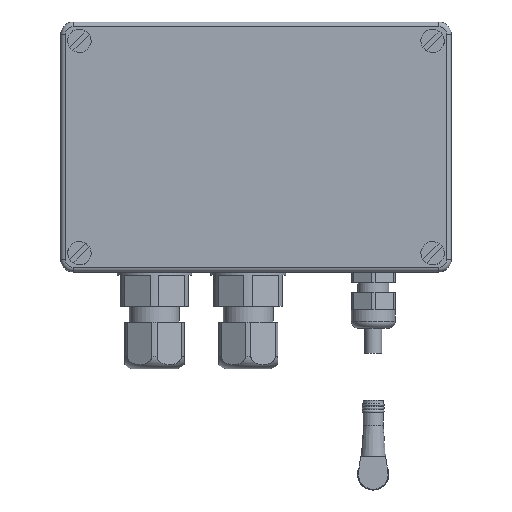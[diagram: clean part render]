
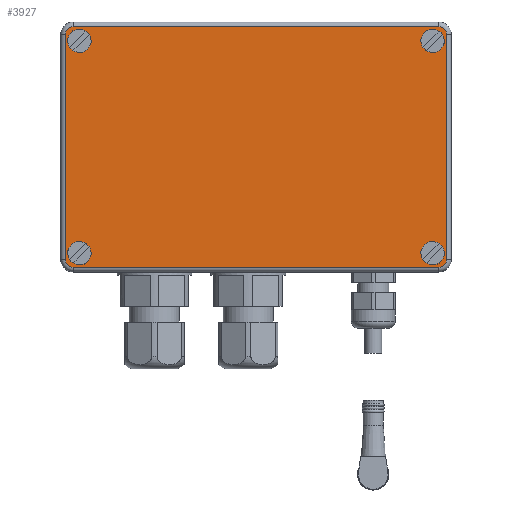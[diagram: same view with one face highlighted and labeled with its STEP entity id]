
A CAD part, front view. The second image highlights one B-rep face of the part: STEP entity #3927.
In plain terms, the highlighted planar face has unit normal (0, -1, 0).
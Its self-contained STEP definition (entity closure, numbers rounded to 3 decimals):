
#3506=CARTESIAN_POINT('',(-61.0,-15.0,-36.0));
#3507=VERTEX_POINT('',#3506);
#3515=CARTESIAN_POINT('',(-61.0,-15.0,36.0));
#3516=VERTEX_POINT('',#3515);
#3517=CARTESIAN_POINT('',(-61.0,-15.0,-36.0));
#3518=DIRECTION('',(0.0,0.0,1.0));
#3519=VECTOR('',#3518,72.0);
#3520=LINE('',#3517,#3519);
#3521=EDGE_CURVE('',#3507,#3516,#3520,.T.);
#3548=CARTESIAN_POINT('',(-58.5,-15.0,-38.5));
#3549=VERTEX_POINT('',#3548);
#3557=CARTESIAN_POINT('',(-58.5,-15.0,-36.0));
#3558=DIRECTION('',(0.0,1.,0.0));
#3559=DIRECTION('',(-0.707,0.0,-0.707));
#3560=AXIS2_PLACEMENT_3D('',#3557,#3558,#3559);
#3561=CIRCLE('',#3560,2.5);
#3562=EDGE_CURVE('',#3549,#3507,#3561,.T.);
#3580=CARTESIAN_POINT('',(-58.5,-15.0,38.5));
#3581=VERTEX_POINT('',#3580);
#3599=CARTESIAN_POINT('',(-58.5,-15.0,36.0));
#3600=DIRECTION('',(0.0,1.,0.0));
#3601=DIRECTION('',(-0.707,0.0,0.707));
#3602=AXIS2_PLACEMENT_3D('',#3599,#3600,#3601);
#3603=CIRCLE('',#3602,2.5);
#3604=EDGE_CURVE('',#3516,#3581,#3603,.T.);
#3616=CARTESIAN_POINT('',(58.5,-15.0,-38.5));
#3617=VERTEX_POINT('',#3616);
#3625=CARTESIAN_POINT('',(58.5,-15.0,-38.5));
#3626=DIRECTION('',(-1.0,0.0,0.0));
#3627=VECTOR('',#3626,117.0);
#3628=LINE('',#3625,#3627);
#3629=EDGE_CURVE('',#3617,#3549,#3628,.T.);
#3646=CARTESIAN_POINT('',(58.5,-15.0,38.5));
#3647=VERTEX_POINT('',#3646);
#3664=CARTESIAN_POINT('',(-58.5,-15.0,38.5));
#3665=DIRECTION('',(1.0,0.0,0.0));
#3666=VECTOR('',#3665,117.);
#3667=LINE('',#3664,#3666);
#3668=EDGE_CURVE('',#3581,#3647,#3667,.T.);
#3680=CARTESIAN_POINT('',(61.0,-15.0,-36.0));
#3681=VERTEX_POINT('',#3680);
#3689=CARTESIAN_POINT('',(58.5,-15.0,-36.0));
#3690=DIRECTION('',(0.0,1.,0.0));
#3691=DIRECTION('',(0.707,0.0,-0.707));
#3692=AXIS2_PLACEMENT_3D('',#3689,#3690,#3691);
#3693=CIRCLE('',#3692,2.5);
#3694=EDGE_CURVE('',#3681,#3617,#3693,.T.);
#3712=CARTESIAN_POINT('',(61.0,-15.0,36.0));
#3713=VERTEX_POINT('',#3712);
#3731=CARTESIAN_POINT('',(58.5,-15.0,36.0));
#3732=DIRECTION('',(0.0,1.,0.0));
#3733=DIRECTION('',(0.707,0.0,0.707));
#3734=AXIS2_PLACEMENT_3D('',#3731,#3732,#3733);
#3735=CIRCLE('',#3734,2.5);
#3736=EDGE_CURVE('',#3647,#3713,#3735,.T.);
#3754=CARTESIAN_POINT('',(61.0,-15.0,36.0));
#3755=DIRECTION('',(0.0,0.0,-1.0));
#3756=VECTOR('',#3755,72.0);
#3757=LINE('',#3754,#3756);
#3758=EDGE_CURVE('',#3713,#3681,#3757,.T.);
#3868=CARTESIAN_POINT('',(0.,-15.0,0.));
#3869=DIRECTION('',(0.0,1.0,0.0));
#3870=DIRECTION('',(0.0,0.0,1.0));
#3871=AXIS2_PLACEMENT_3D('',#3868,#3869,#3870);
#3872=PLANE('',#3871);
#3873=ORIENTED_EDGE('',*,*,#3521,.F.);
#3874=ORIENTED_EDGE('',*,*,#3562,.F.);
#3875=ORIENTED_EDGE('',*,*,#3629,.F.);
#3876=ORIENTED_EDGE('',*,*,#3694,.F.);
#3877=ORIENTED_EDGE('',*,*,#3758,.F.);
#3878=ORIENTED_EDGE('',*,*,#3736,.F.);
#3879=ORIENTED_EDGE('',*,*,#3668,.F.);
#3880=ORIENTED_EDGE('',*,*,#3604,.F.);
#3881=EDGE_LOOP('',(#3873,#3874,#3875,#3876,#3877,#3878,#3879,#3880));
#3882=FACE_OUTER_BOUND('',#3881,.T.);
#3883=CARTESIAN_POINT('',(-53.372,-15.0,36.068));
#3884=VERTEX_POINT('',#3883);
#3885=CARTESIAN_POINT('',(-56.5,-15.0,34.0));
#3886=DIRECTION('',(0.0,1.0,0.0));
#3887=DIRECTION('',(1.0,0.0,0.0));
#3888=AXIS2_PLACEMENT_3D('',#3885,#3886,#3887);
#3889=CIRCLE('',#3888,3.75);
#3890=EDGE_CURVE('',#3884,#3884,#3889,.T.);
#3891=ORIENTED_EDGE('',*,*,#3890,.T.);
#3892=EDGE_LOOP('',(#3891));
#3893=FACE_BOUND('',#3892,.T.);
#3894=CARTESIAN_POINT('',(59.628,-15.0,36.068));
#3895=VERTEX_POINT('',#3894);
#3896=CARTESIAN_POINT('',(56.5,-15.0,34.0));
#3897=DIRECTION('',(0.0,1.0,0.0));
#3898=DIRECTION('',(1.0,0.0,0.0));
#3899=AXIS2_PLACEMENT_3D('',#3896,#3897,#3898);
#3900=CIRCLE('',#3899,3.75);
#3901=EDGE_CURVE('',#3895,#3895,#3900,.T.);
#3902=ORIENTED_EDGE('',*,*,#3901,.T.);
#3903=EDGE_LOOP('',(#3902));
#3904=FACE_BOUND('',#3903,.T.);
#3905=CARTESIAN_POINT('',(-53.372,-15.0,-31.932));
#3906=VERTEX_POINT('',#3905);
#3907=CARTESIAN_POINT('',(-56.5,-15.0,-34.0));
#3908=DIRECTION('',(0.0,1.0,0.0));
#3909=DIRECTION('',(1.0,0.0,0.0));
#3910=AXIS2_PLACEMENT_3D('',#3907,#3908,#3909);
#3911=CIRCLE('',#3910,3.75);
#3912=EDGE_CURVE('',#3906,#3906,#3911,.T.);
#3913=ORIENTED_EDGE('',*,*,#3912,.T.);
#3914=EDGE_LOOP('',(#3913));
#3915=FACE_BOUND('',#3914,.T.);
#3916=CARTESIAN_POINT('',(59.628,-15.0,-31.932));
#3917=VERTEX_POINT('',#3916);
#3918=CARTESIAN_POINT('',(56.5,-15.0,-34.0));
#3919=DIRECTION('',(0.0,1.0,0.0));
#3920=DIRECTION('',(1.0,0.0,0.0));
#3921=AXIS2_PLACEMENT_3D('',#3918,#3919,#3920);
#3922=CIRCLE('',#3921,3.75);
#3923=EDGE_CURVE('',#3917,#3917,#3922,.T.);
#3924=ORIENTED_EDGE('',*,*,#3923,.T.);
#3925=EDGE_LOOP('',(#3924));
#3926=FACE_BOUND('',#3925,.T.);
#3927=ADVANCED_FACE('',(#3882,#3893,#3904,#3915,#3926),#3872,.F.);
